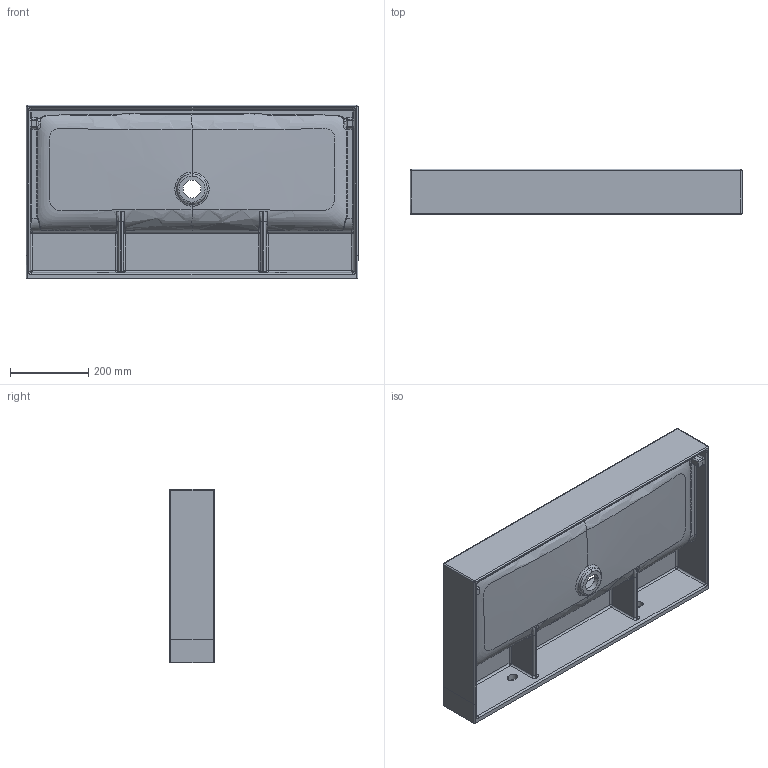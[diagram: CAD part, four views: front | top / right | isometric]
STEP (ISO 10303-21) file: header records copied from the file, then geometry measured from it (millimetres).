
FILE_DESCRIPTION (( 'STEP AP214' ), '1' );
FILE_NAME ('WA013-0850.STEP', '2018-04-16T12:49:26', ( '' ), ( '' ), 'SwSTEP 2.0', 'SolidWorks 2017', '' );
FILE_SCHEMA (( 'AUTOMOTIVE_DESIGN' ));
Products named in the file (1): WA013-0850
Bounding box: 850 x 116 x 445 mm (x, y, z)
Volume: 8814176.1 mm3; surface area: 1426560.9 mm2
Topology: 1 solids, 1 shells, 392 faces, 1289 edges, 879 vertices
Faces by surface type: bspline 264, cylinder 70, plane 38, sphere 20
Entity records: 97710 total; most frequent: CARTESIAN_POINT 89683, ORIENTED_EDGE 2500, EDGE_CURVE 1250, VERTEX_POINT 861, B_SPLINE_CURVE_WITH_KNOTS 772, DIRECTION 609, EDGE_LOOP 399, FACE_OUTER_BOUND 392
